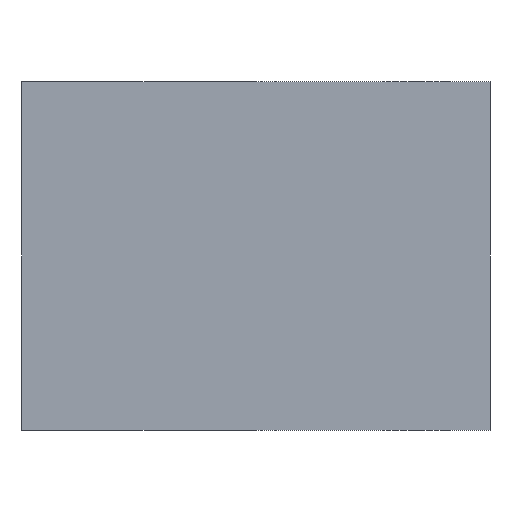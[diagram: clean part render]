
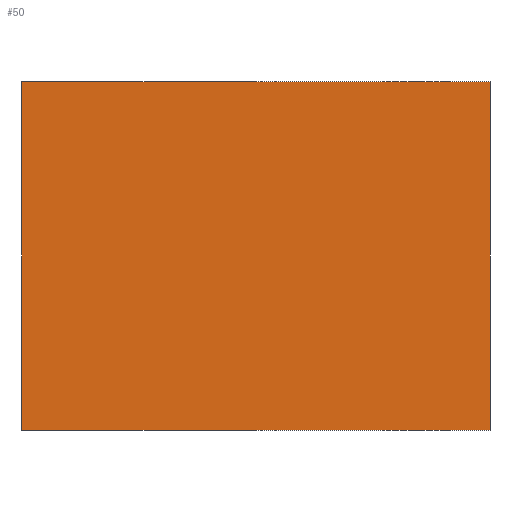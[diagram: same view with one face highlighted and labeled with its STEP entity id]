
A CAD part, front view. The second image highlights one B-rep face of the part: STEP entity #50.
In plain terms, the highlighted planar face has unit normal (0, -1, 0).
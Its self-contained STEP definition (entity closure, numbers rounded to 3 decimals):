
#50=ADVANCED_FACE('',(#104),#105,.F.);
#104=FACE_OUTER_BOUND('',#162,.T.);
#105=PLANE('',#163);
#162=EDGE_LOOP('',(#242,#243,#244,#245));
#163=AXIS2_PLACEMENT_3D('',#246,#247,#248);
#242=ORIENTED_EDGE('',*,*,#356,.T.);
#243=ORIENTED_EDGE('',*,*,#357,.T.);
#244=ORIENTED_EDGE('',*,*,#358,.T.);
#245=ORIENTED_EDGE('',*,*,#359,.T.);
#246=CARTESIAN_POINT('',(22.0,-38.0,0.0));
#247=DIRECTION('',(-0.0,1.0,0.0));
#248=DIRECTION('',(1.0,0.0,0.0));
#356=EDGE_CURVE('',#424,#425,#426,.T.);
#357=EDGE_CURVE('',#425,#427,#428,.T.);
#358=EDGE_CURVE('',#427,#429,#430,.T.);
#359=EDGE_CURVE('',#429,#424,#431,.T.);
#424=VERTEX_POINT('',#512);
#425=VERTEX_POINT('',#513);
#426=LINE('',#514,#515);
#427=VERTEX_POINT('',#516);
#428=LINE('',#517,#518);
#429=VERTEX_POINT('',#519);
#430=LINE('',#520,#521);
#431=LINE('',#522,#523);
#512=CARTESIAN_POINT('',(49.5,-38.0,-20.5));
#513=CARTESIAN_POINT('',(49.5,-38.0,20.5));
#514=CARTESIAN_POINT('',(49.5,-38.0,0.0));
#515=VECTOR('',#598,1.0);
#516=CARTESIAN_POINT('',(-5.5,-38.0,20.5));
#517=CARTESIAN_POINT('',(22.0,-38.0,20.5));
#518=VECTOR('',#599,1.0);
#519=CARTESIAN_POINT('',(-5.5,-38.0,-20.5));
#520=CARTESIAN_POINT('',(-5.5,-38.0,0.0));
#521=VECTOR('',#600,1.0);
#522=CARTESIAN_POINT('',(22.0,-38.0,-20.5));
#523=VECTOR('',#601,1.0);
#598=DIRECTION('',(0.0,0.0,1.0));
#599=DIRECTION('',(-1.0,0.0,0.0));
#600=DIRECTION('',(0.0,0.0,-1.0));
#601=DIRECTION('',(1.0,0.0,0.0));
